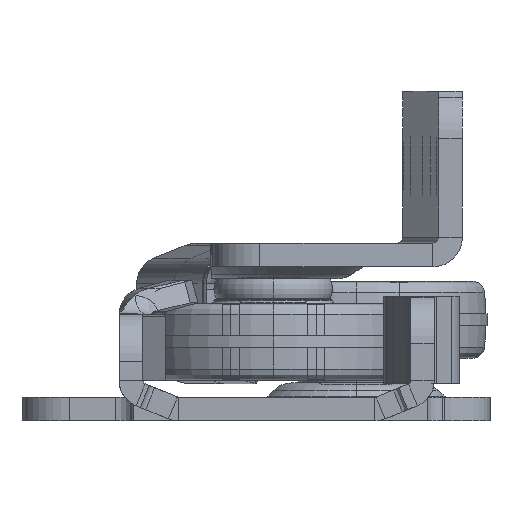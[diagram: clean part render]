
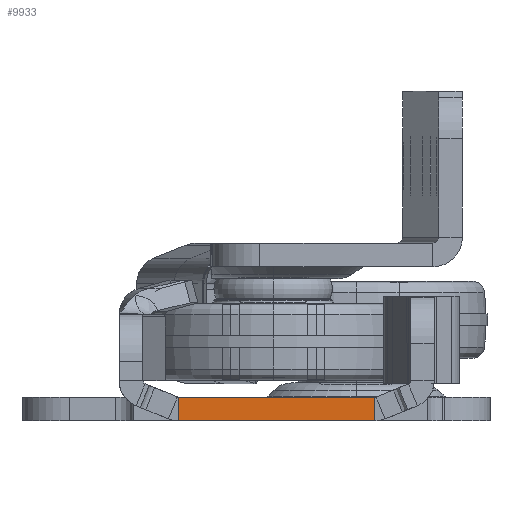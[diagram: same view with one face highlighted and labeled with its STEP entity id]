
A CAD part, left-side view. The second image highlights one B-rep face of the part: STEP entity #9933.
In plain terms, the highlighted planar face has unit normal (-1, 0, 0).
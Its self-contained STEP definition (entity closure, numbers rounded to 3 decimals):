
#114 = LINE ( 'NONE', #1098, #3945 ) ;
#345 = EDGE_CURVE ( 'NONE', #5589, #11382, #6985, .T. ) ;
#569 = EDGE_CURVE ( 'NONE', #11382, #4114, #1693, .T. ) ;
#652 = VECTOR ( 'NONE', #7394, 1000. ) ;
#912 = VERTEX_POINT ( 'NONE', #15823 ) ;
#1098 = CARTESIAN_POINT ( 'NONE',  ( -699.5, -11.5, 2. ) ) ;
#1418 = DIRECTION ( 'NONE',  ( 0., 1., 0. ) ) ;
#1693 = LINE ( 'NONE', #14106, #1831 ) ;
#1831 = VECTOR ( 'NONE', #12579, 1000. ) ;
#2296 = ORIENTED_EDGE ( 'NONE', *, *, #569, .F. ) ;
#2643 = ORIENTED_EDGE ( 'NONE', *, *, #2911, .T. ) ;
#2733 = CARTESIAN_POINT ( 'NONE',  ( -699.5, 7.022, 0. ) ) ;
#2893 = CARTESIAN_POINT ( 'NONE',  ( -699.5, -21.25, 0. ) ) ;
#2911 = EDGE_CURVE ( 'NONE', #912, #4114, #114, .T. ) ;
#3437 = CARTESIAN_POINT ( 'NONE',  ( -699.5, 7.022, 2. ) ) ;
#3945 = VECTOR ( 'NONE', #4220, 1000. ) ;
#4114 = VERTEX_POINT ( 'NONE', #3437 ) ;
#4125 = ORIENTED_EDGE ( 'NONE', *, *, #345, .F. ) ;
#4220 = DIRECTION ( 'NONE',  ( 0., 1., 0. ) ) ;
#5297 = EDGE_LOOP ( 'NONE', ( #8761, #2643, #2296, #4125 ) ) ;
#5589 = VERTEX_POINT ( 'NONE', #11327 ) ;
#6039 = LINE ( 'NONE', #7481, #652 ) ;
#6985 = LINE ( 'NONE', #2893, #13816 ) ;
#7394 = DIRECTION ( 'NONE',  ( 0., 0., -1. ) ) ;
#7481 = CARTESIAN_POINT ( 'NONE',  ( -699.5, -9.522, 2. ) ) ;
#7936 = CARTESIAN_POINT ( 'NONE',  ( -699.5, -11.5, 2. ) ) ;
#8688 = EDGE_CURVE ( 'NONE', #912, #5589, #6039, .T. ) ;
#8761 = ORIENTED_EDGE ( 'NONE', *, *, #8688, .F. ) ;
#9367 = PLANE ( 'NONE',  #17543 ) ;
#9933 = ADVANCED_FACE ( 'NONE', ( #15179 ), #9367, .T. ) ;
#11327 = CARTESIAN_POINT ( 'NONE',  ( -699.5, -9.522, 0. ) ) ;
#11382 = VERTEX_POINT ( 'NONE', #2733 ) ;
#12579 = DIRECTION ( 'NONE',  ( 0., 0., 1. ) ) ;
#12609 = DIRECTION ( 'NONE',  ( 0., 1., 0. ) ) ;
#13816 = VECTOR ( 'NONE', #12609, 1000. ) ;
#14106 = CARTESIAN_POINT ( 'NONE',  ( -699.5, 7.022, 2. ) ) ;
#15179 = FACE_OUTER_BOUND ( 'NONE', #5297, .T. ) ;
#15823 = CARTESIAN_POINT ( 'NONE',  ( -699.5, -9.522, 2. ) ) ;
#16346 = DIRECTION ( 'NONE',  ( -1., 0., 0. ) ) ;
#17543 = AXIS2_PLACEMENT_3D ( 'NONE', #7936, #16346, #1418 ) ;
